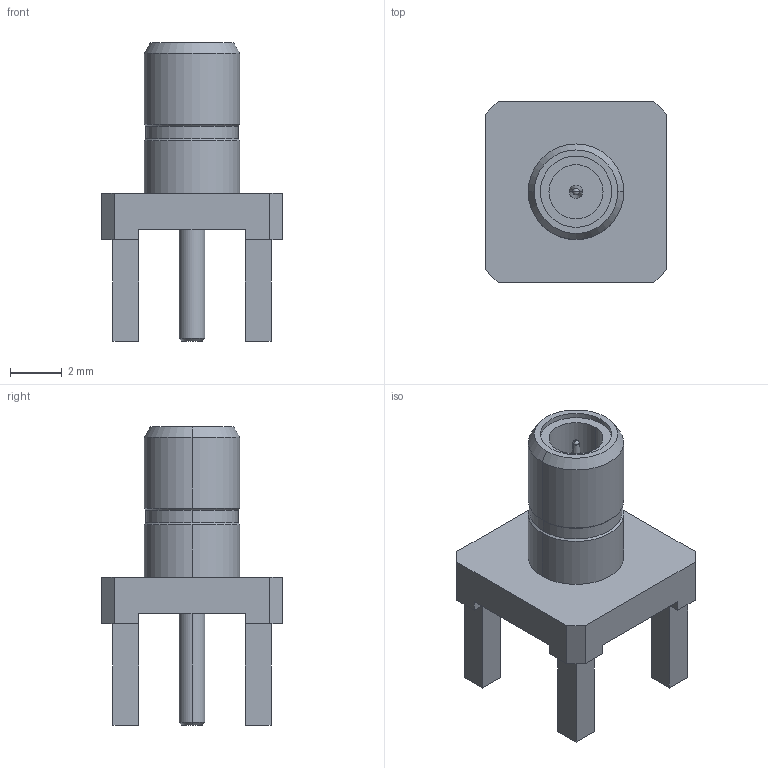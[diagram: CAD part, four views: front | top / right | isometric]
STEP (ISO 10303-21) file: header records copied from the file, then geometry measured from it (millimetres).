
FILE_DESCRIPTION((''),'2;1');
FILE_NAME('TYCO_1-1337482-0.stp','2013-08-13T09:17:00',(''),(''),'Mechanical Desktop 2011','Mechanical Desktop 2011',', , ');
FILE_SCHEMA(('AUTOMOTIVE_DESIGN { 1 2 10303 214 1 1 1 1 }'));
Length unit declared in the file: millimetre
Products named in the file (1): Product
Bounding box: 7 x 7 x 11.5 mm (x, y, z)
Volume: 140.3 mm3; surface area: 439.6 mm2
Topology: 12 solids, 12 shells, 92 faces, 192 edges, 123 vertices
Faces by surface type: bspline 33, plane 27, cylinder 20, cone 10, sphere 2
Entity records: 2474 total; most frequent: CARTESIAN_POINT 505, ORIENTED_EDGE 380, DIRECTION 362, EDGE_CURVE 190, VECTOR 138, LINE 138, VERTEX_POINT 123, AXIS2_PLACEMENT_3D 112
